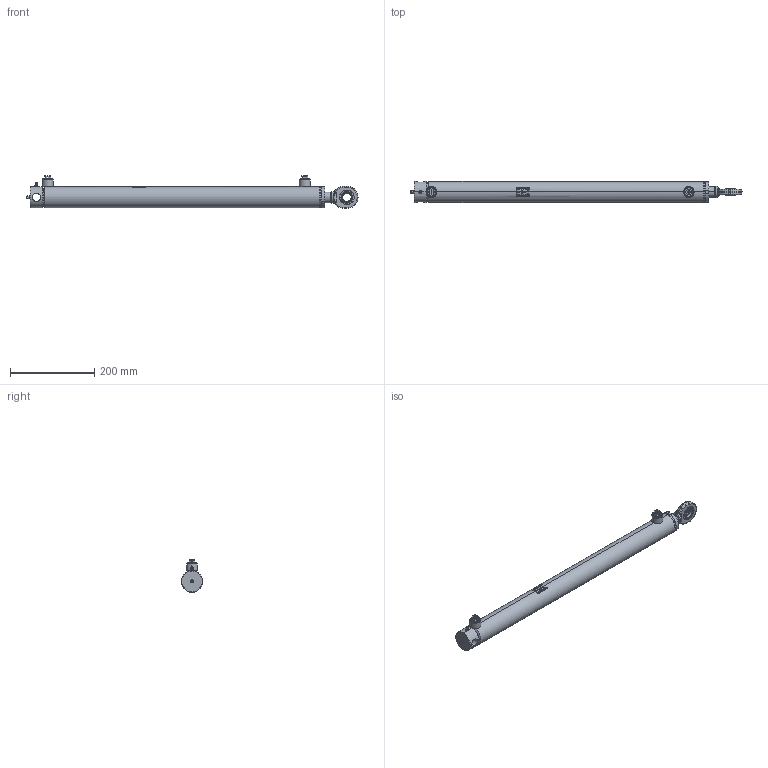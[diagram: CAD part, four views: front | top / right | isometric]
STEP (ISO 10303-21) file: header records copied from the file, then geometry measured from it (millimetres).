
FILE_DESCRIPTION (( 'STEP AP214' ), '1' );
FILE_NAME ('CFGCY0079580-Cylinder.step', '2026-03-05T16:00:07', ( 'Kramp IT' ), ( 'Kramp' ), 'SwSTEP 2.0', 'SolidWorks 2025', '' );
FILE_SCHEMA (( 'AUTOMOTIVE_DESIGN' ));
Length unit declared in the file: millimetre
Products named in the file (20): Tube-WA_Simplified; DS2904004_Simplified; GK20DO-RD; DS2904004VM_Simplified; DC39BEVD040B; GK20DO; DS2904015; Tube_Simplified; DS2904013025_Simplified; LSN06E; ATT-NONE; Rod-WA_Simplified; DS2904013025VM_Simplified; Tube-MA_Simplified; MATE-AID; ENDCAP40HOLE; CFGCY0079580-Cylinder; SP06M; Rod_Simplified; GN61180
Assembly tree (20 placements, depth 4):
  ATT-NONE
  MATE-AID
  CFGCY0079580-Cylinder
    Tube-WA_Simplified
      Tube-MA_Simplified
        Tube_Simplified
        LSN06E
      LSN06E
      DC39BEVD040B
        ENDCAP40HOLE
    Rod-WA_Simplified
      Rod_Simplified
      GK20DO-RD
        GK20DO
    DS2904013025VM_Simplified
      DS2904013025_Simplified
    DS2904004VM_Simplified
      DS2904004_Simplified
    DS2904015
    SP06M  x2
    GN61180  x2
Bounding box: 790.29 x 50 x 78.49 mm (x, y, z)
Volume: 967186 mm3; surface area: 299046 mm2
Topology: 16 solids, 16 shells, 511 faces, 1193 edges, 743 vertices
Faces by surface type: plane 168, cylinder 155, cone 96, bspline 60, torus 28, sphere 4
Entity records: 16429 total; most frequent: CARTESIAN_POINT 6616, DIRECTION 2002, ORIENTED_EDGE 1902, EDGE_CURVE 951, AXIS2_PLACEMENT_3D 812, VERTEX_POINT 592, EDGE_LOOP 463, CIRCLE 435
